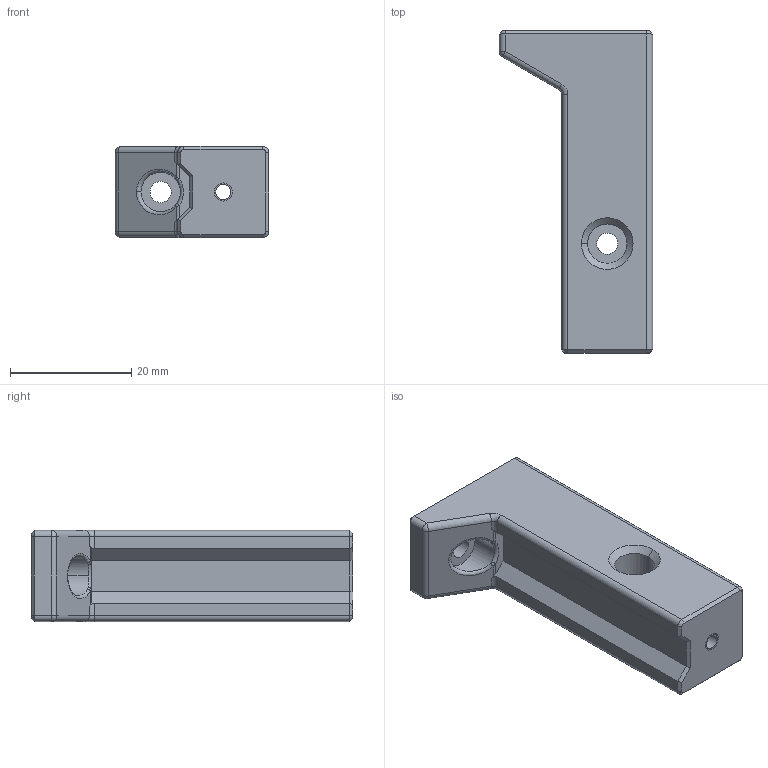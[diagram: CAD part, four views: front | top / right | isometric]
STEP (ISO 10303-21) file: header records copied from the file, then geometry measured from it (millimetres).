
FILE_DESCRIPTION((''),'2;1');
FILE_NAME('VORON_FOOT_BACK_RIGHT','2021-01-21T20:23:41',('Markus'),(''),'CREO PARAMETRIC BY PTC INC, 2020053','CREO PARAMETRIC BY PTC INC, 2020053','');
FILE_SCHEMA(('CONFIG_CONTROL_DESIGN'));
Length unit declared in the file: millimetre
Products named in the file (1): VORON_FOOT_BACK_RIGHT
Bounding box: 25.3 x 53 x 15 mm (x, y, z)
Volume: 11497.9 mm3; surface area: 4826.3 mm2
Topology: 1 solids, 3 shells, 77 faces, 183 edges, 111 vertices
Faces by surface type: plane 29, cylinder 29, cone 10, bspline 4, torus 3, sphere 2
Entity records: 2534 total; most frequent: CARTESIAN_POINT 694, DIRECTION 385, ORIENTED_EDGE 358, EDGE_CURVE 183, AXIS2_PLACEMENT_3D 144, VERTEX_POINT 111, VECTOR 97, LINE 97
